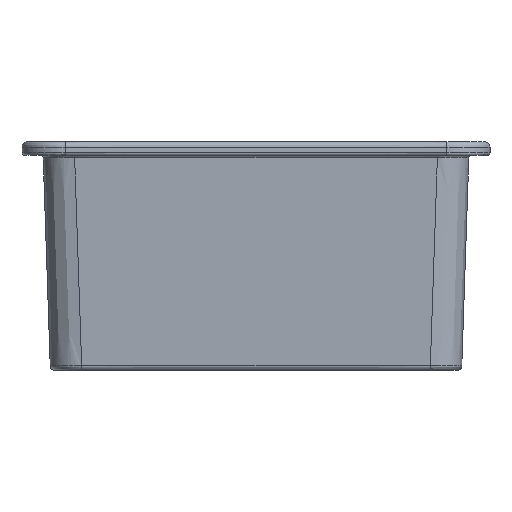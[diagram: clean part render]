
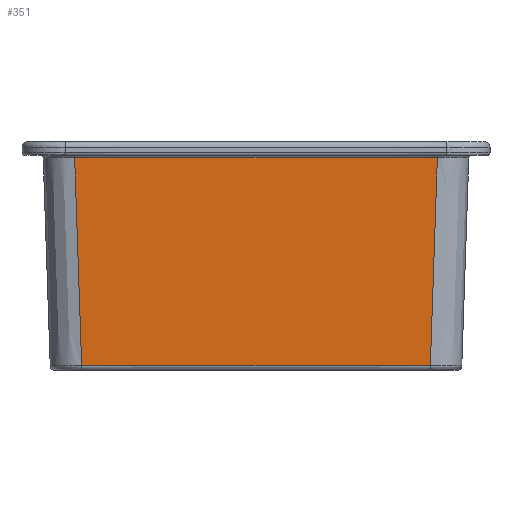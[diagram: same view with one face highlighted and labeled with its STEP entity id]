
A CAD part, front view. The second image highlights one B-rep face of the part: STEP entity #351.
In plain terms, the highlighted free-form (B-spline) face has degree [3, 3] with [4, 4] control points.
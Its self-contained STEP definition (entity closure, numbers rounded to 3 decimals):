
#244=B_SPLINE_SURFACE_WITH_KNOTS('',3,3,((#8183,#8184,#8185,#8186),(#8187,
#8188,#8189,#8190),(#8191,#8192,#8193,#8194),(#8195,#8196,#8197,#8198)),
 .UNSPECIFIED.,.F.,.F.,.F.,(4,4),(4,4),(0.,1.),(0.,1.),.UNSPECIFIED.);
#351=ADVANCED_FACE('',(#590),#244,.T.);
#590=FACE_OUTER_BOUND('',#742,.T.);
#742=EDGE_LOOP('',(#1487,#1488,#1489,#1490));
#976=B_SPLINE_CURVE_WITH_KNOTS('',3,(#8124,#8125,#8126,#8127,#8128,#8129,
#8130),.UNSPECIFIED.,.F.,.F.,(4,3,4),(0.,0.302,1.),
 .UNSPECIFIED.);
#977=B_SPLINE_CURVE_WITH_KNOTS('',3,(#8133,#8134,#8135,#8136,#8137,#8138,
#8139,#8140,#8141,#8142,#8143,#8144,#8145,#8146,#8147,#8148,#8149,#8150,
#8151),.UNSPECIFIED.,.F.,.F.,(4,3,3,3,3,3,4),(0.,0.026,0.129,
0.541,0.917,0.999,1.),.UNSPECIFIED.);
#978=B_SPLINE_CURVE_WITH_KNOTS('',3,(#8153,#8154,#8155,#8156,#8157,#8158,
#8159,#8160,#8161,#8162),.UNSPECIFIED.,.F.,.F.,(4,3,3,4),(0.,0.5,
0.802,1.),.UNSPECIFIED.);
#979=B_SPLINE_CURVE_WITH_KNOTS('',3,(#8164,#8165,#8166,#8167,#8168,#8169,
#8170,#8171,#8172,#8173,#8174,#8175,#8176,#8177,#8178,#8179,#8180,#8181,
#8182),.UNSPECIFIED.,.F.,.F.,(4,3,3,3,3,3,4),(0.,0.,0.015,
0.074,0.312,0.656,1.),
 .UNSPECIFIED.);
#1487=ORIENTED_EDGE('',*,*,#2220,.T.);
#1488=ORIENTED_EDGE('',*,*,#2221,.T.);
#1489=ORIENTED_EDGE('',*,*,#2222,.T.);
#1490=ORIENTED_EDGE('',*,*,#2223,.T.);
#1916=VERTEX_POINT('',#8131);
#1917=VERTEX_POINT('',#8132);
#1918=VERTEX_POINT('',#8152);
#1919=VERTEX_POINT('',#8163);
#2220=EDGE_CURVE('',#1916,#1917,#976,.T.);
#2221=EDGE_CURVE('',#1917,#1918,#977,.T.);
#2222=EDGE_CURVE('',#1918,#1919,#978,.T.);
#2223=EDGE_CURVE('',#1919,#1916,#979,.T.);
#8124=CARTESIAN_POINT('',(-201.719,-337.636,299.601));
#8125=CARTESIAN_POINT('',(-200.934,-336.851,276.294));
#8126=CARTESIAN_POINT('',(-200.149,-336.066,252.987));
#8127=CARTESIAN_POINT('',(-199.364,-335.281,229.68));
#8128=CARTESIAN_POINT('',(-197.552,-333.469,175.897));
#8129=CARTESIAN_POINT('',(-195.741,-331.658,122.115));
#8130=CARTESIAN_POINT('',(-193.929,-329.847,68.332));
#8131=CARTESIAN_POINT('',(-201.719,-337.636,299.601));
#8132=CARTESIAN_POINT('',(-193.929,-329.847,68.332));
#8133=CARTESIAN_POINT('',(-193.929,-329.847,68.332));
#8134=CARTESIAN_POINT('',(-190.596,-329.847,68.332));
#8135=CARTESIAN_POINT('',(-187.263,-329.847,68.332));
#8136=CARTESIAN_POINT('',(-183.929,-329.847,68.332));
#8137=CARTESIAN_POINT('',(-170.596,-329.847,68.332));
#8138=CARTESIAN_POINT('',(-157.263,-329.847,68.332));
#8139=CARTESIAN_POINT('',(-143.929,-329.847,68.332));
#8140=CARTESIAN_POINT('',(-90.596,-329.847,68.332));
#8141=CARTESIAN_POINT('',(-37.263,-329.847,68.332));
#8142=CARTESIAN_POINT('',(16.071,-329.847,68.332));
#8143=CARTESIAN_POINT('',(64.677,-329.847,68.332));
#8144=CARTESIAN_POINT('',(113.284,-329.847,68.332));
#8145=CARTESIAN_POINT('',(161.89,-329.847,68.332));
#8146=CARTESIAN_POINT('',(172.47,-329.847,68.332));
#8147=CARTESIAN_POINT('',(183.049,-329.847,68.332));
#8148=CARTESIAN_POINT('',(193.628,-329.847,68.332));
#8149=CARTESIAN_POINT('',(193.729,-329.847,68.332));
#8150=CARTESIAN_POINT('',(193.829,-329.847,68.332));
#8151=CARTESIAN_POINT('',(193.929,-329.847,68.332));
#8152=CARTESIAN_POINT('',(193.929,-329.847,68.332));
#8153=CARTESIAN_POINT('',(193.929,-329.847,68.332));
#8154=CARTESIAN_POINT('',(195.228,-331.145,106.875));
#8155=CARTESIAN_POINT('',(196.526,-332.443,145.418));
#8156=CARTESIAN_POINT('',(197.824,-333.741,183.961));
#8157=CARTESIAN_POINT('',(198.609,-334.526,207.268));
#8158=CARTESIAN_POINT('',(199.394,-335.311,230.575));
#8159=CARTESIAN_POINT('',(200.179,-336.096,253.882));
#8160=CARTESIAN_POINT('',(200.692,-336.609,269.122));
#8161=CARTESIAN_POINT('',(201.206,-337.123,284.361));
#8162=CARTESIAN_POINT('',(201.719,-337.636,299.601));
#8163=CARTESIAN_POINT('',(201.719,-337.636,299.601));
#8164=CARTESIAN_POINT('',(201.719,-337.636,299.601));
#8165=CARTESIAN_POINT('',(201.714,-337.636,299.601));
#8166=CARTESIAN_POINT('',(201.709,-337.636,299.601));
#8167=CARTESIAN_POINT('',(201.705,-337.636,299.601));
#8168=CARTESIAN_POINT('',(199.705,-337.636,299.601));
#8169=CARTESIAN_POINT('',(197.705,-337.636,299.601));
#8170=CARTESIAN_POINT('',(195.705,-337.636,299.601));
#8171=CARTESIAN_POINT('',(187.705,-337.636,299.601));
#8172=CARTESIAN_POINT('',(179.705,-337.636,299.601));
#8173=CARTESIAN_POINT('',(171.705,-337.636,299.601));
#8174=CARTESIAN_POINT('',(139.705,-337.636,299.601));
#8175=CARTESIAN_POINT('',(107.705,-337.636,299.601));
#8176=CARTESIAN_POINT('',(75.705,-337.636,299.601));
#8177=CARTESIAN_POINT('',(29.467,-337.636,299.601));
#8178=CARTESIAN_POINT('',(-16.77,-337.636,299.601));
#8179=CARTESIAN_POINT('',(-63.007,-337.636,299.601));
#8180=CARTESIAN_POINT('',(-109.244,-337.636,299.601));
#8181=CARTESIAN_POINT('',(-155.482,-337.636,299.601));
#8182=CARTESIAN_POINT('',(-201.719,-337.636,299.601));
#8183=CARTESIAN_POINT('',(204.14,-337.636,299.601));
#8184=CARTESIAN_POINT('',(204.14,-335.039,222.511));
#8185=CARTESIAN_POINT('',(204.14,-332.443,145.421));
#8186=CARTESIAN_POINT('',(204.14,-329.847,68.332));
#8187=CARTESIAN_POINT('',(68.047,-337.636,299.601));
#8188=CARTESIAN_POINT('',(68.047,-335.039,222.511));
#8189=CARTESIAN_POINT('',(68.047,-332.443,145.421));
#8190=CARTESIAN_POINT('',(68.047,-329.847,68.332));
#8191=CARTESIAN_POINT('',(-68.046,-337.636,299.601));
#8192=CARTESIAN_POINT('',(-68.046,-335.039,222.511));
#8193=CARTESIAN_POINT('',(-68.046,-332.443,145.421));
#8194=CARTESIAN_POINT('',(-68.046,-329.847,68.332));
#8195=CARTESIAN_POINT('',(-204.139,-337.636,299.601));
#8196=CARTESIAN_POINT('',(-204.139,-335.039,222.511));
#8197=CARTESIAN_POINT('',(-204.139,-332.443,145.421));
#8198=CARTESIAN_POINT('',(-204.139,-329.847,68.332));
